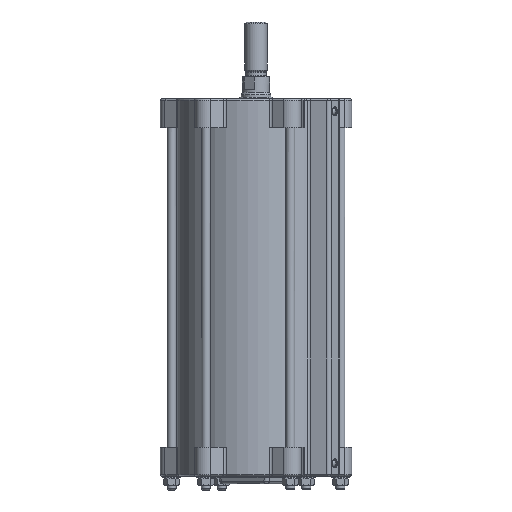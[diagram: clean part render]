
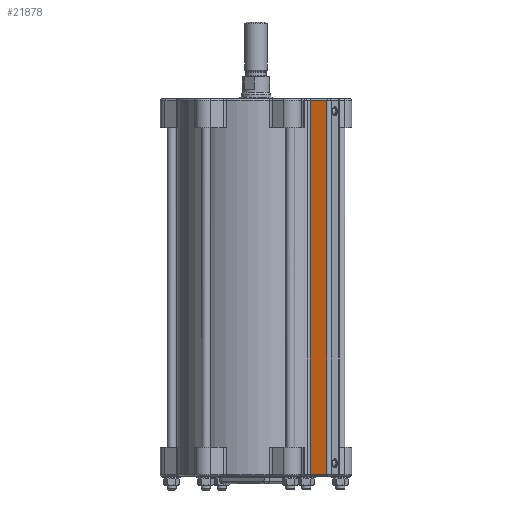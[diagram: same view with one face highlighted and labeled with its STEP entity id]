
A CAD part, left-side view. The second image highlights one B-rep face of the part: STEP entity #21878.
In plain terms, the highlighted planar face has unit normal (-0.96, 0.279, 0).
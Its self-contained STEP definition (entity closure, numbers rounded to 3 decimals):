
#515=LINE('',#38574,#1147);
#564=LINE('',#38982,#1196);
#567=LINE('',#38991,#1199);
#568=LINE('',#38992,#1200);
#1147=VECTOR('',#28370,10.);
#1196=VECTOR('',#28825,10.);
#1199=VECTOR('',#28834,10.);
#1200=VECTOR('',#28835,10.);
#2695=PLANE('',#24167);
#4397=FACE_OUTER_BOUND('',#6090,.T.);
#6090=EDGE_LOOP('',(#16098,#16099,#16100,#16101));
#9528=VERTEX_POINT('',#38568);
#9529=VERTEX_POINT('',#38572);
#9630=VERTEX_POINT('',#38980);
#9633=VERTEX_POINT('',#38990);
#11788=EDGE_CURVE('',#9529,#9528,#515,.T.);
#11956=EDGE_CURVE('',#9630,#9529,#564,.T.);
#11960=EDGE_CURVE('',#9633,#9630,#567,.T.);
#11961=EDGE_CURVE('',#9528,#9633,#568,.T.);
#16098=ORIENTED_EDGE('',*,*,#11956,.F.);
#16099=ORIENTED_EDGE('',*,*,#11960,.F.);
#16100=ORIENTED_EDGE('',*,*,#11961,.F.);
#16101=ORIENTED_EDGE('',*,*,#11788,.F.);
#21878=ADVANCED_FACE('',(#4397),#2695,.T.);
#24167=AXIS2_PLACEMENT_3D('',#38989,#28832,#28833);
#28370=DIRECTION('',(0.279,0.96,0.));
#28825=DIRECTION('',(0.,0.,-1.));
#28832=DIRECTION('center_axis',(-0.96,0.279,0.));
#28833=DIRECTION('ref_axis',(-0.279,-0.96,0.));
#28834=DIRECTION('',(-0.279,-0.96,0.));
#28835=DIRECTION('',(0.,0.,1.));
#38568=CARTESIAN_POINT('',(-194.841,188.257,-82.668));
#38572=CARTESIAN_POINT('',(-201.206,166.317,-82.668));
#38574=CARTESIAN_POINT('',(-185.735,219.645,-82.668));
#38980=CARTESIAN_POINT('',(-201.206,166.317,414.832));
#38982=CARTESIAN_POINT('',(-201.206,166.317,378.832));
#38989=CARTESIAN_POINT('Origin',(-192.693,195.66,378.832));
#38990=CARTESIAN_POINT('',(-194.841,188.257,414.832));
#38991=CARTESIAN_POINT('',(-180.99,235.997,414.832));
#38992=CARTESIAN_POINT('',(-194.841,188.257,417.332));
